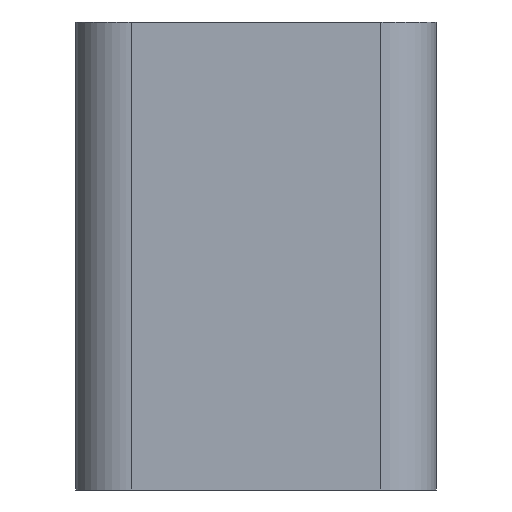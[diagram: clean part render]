
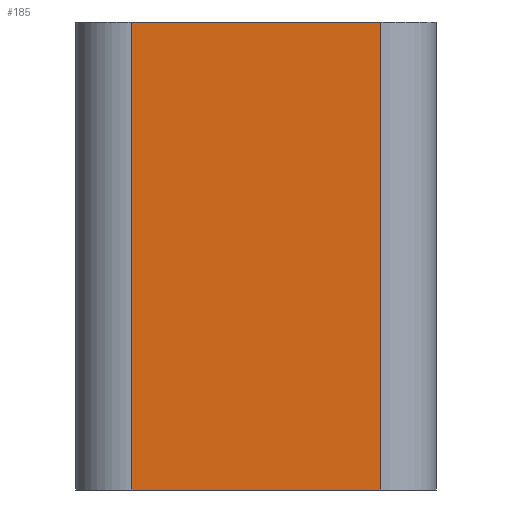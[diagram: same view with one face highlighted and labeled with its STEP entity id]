
A CAD part, front view. The second image highlights one B-rep face of the part: STEP entity #185.
In plain terms, the highlighted free-form (B-spline) face has degree [2, 1] with [3, 2] control points.
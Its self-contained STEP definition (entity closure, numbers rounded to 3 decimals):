
#185=ADVANCED_FACE('',(#232),#801,.T.);
#232=FACE_OUTER_BOUND('',#282,.T.);
#282=EDGE_LOOP('',(#393,#394,#395,#396));
#393=ORIENTED_EDGE('',*,*,#582,.T.);
#394=ORIENTED_EDGE('',*,*,#583,.T.);
#395=ORIENTED_EDGE('',*,*,#584,.F.);
#396=ORIENTED_EDGE('',*,*,#580,.F.);
#580=EDGE_CURVE('',#716,#717,#665,.T.);
#582=EDGE_CURVE('',#716,#718,#667,.T.);
#583=EDGE_CURVE('',#718,#719,#668,.T.);
#584=EDGE_CURVE('',#717,#719,#669,.T.);
#665=(
BOUNDED_CURVE()
B_SPLINE_CURVE(1,(#1403,#1404),.UNSPECIFIED.,.F.,.F.)
B_SPLINE_CURVE_WITH_KNOTS((2,2),(0.,428.4),.UNSPECIFIED.)
CURVE()
GEOMETRIC_REPRESENTATION_ITEM()
RATIONAL_B_SPLINE_CURVE((1.,1.))
REPRESENTATION_ITEM('')
);
#667=(
BOUNDED_CURVE()
B_SPLINE_CURVE(2,(#1410,#1411,#1412),.UNSPECIFIED.,.F.,.F.)
B_SPLINE_CURVE_WITH_KNOTS((3,3),(-585.377,-308.289),
 .UNSPECIFIED.)
CURVE()
GEOMETRIC_REPRESENTATION_ITEM()
RATIONAL_B_SPLINE_CURVE((1.,1.,1.))
REPRESENTATION_ITEM('')
);
#668=(
BOUNDED_CURVE()
B_SPLINE_CURVE(1,(#1413,#1414),.UNSPECIFIED.,.F.,.F.)
B_SPLINE_CURVE_WITH_KNOTS((2,2),(0.,428.4),.UNSPECIFIED.)
CURVE()
GEOMETRIC_REPRESENTATION_ITEM()
RATIONAL_B_SPLINE_CURVE((1.,1.))
REPRESENTATION_ITEM('')
);
#669=(
BOUNDED_CURVE()
B_SPLINE_CURVE(2,(#1415,#1416,#1417),.UNSPECIFIED.,.F.,.F.)
B_SPLINE_CURVE_WITH_KNOTS((3,3),(-585.377,-308.289),
 .UNSPECIFIED.)
CURVE()
GEOMETRIC_REPRESENTATION_ITEM()
RATIONAL_B_SPLINE_CURVE((1.,1.,1.))
REPRESENTATION_ITEM('')
);
#716=VERTEX_POINT('',#1308);
#717=VERTEX_POINT('',#1309);
#718=VERTEX_POINT('',#1310);
#719=VERTEX_POINT('',#1311);
#801=(
BOUNDED_SURFACE()
B_SPLINE_SURFACE(2,1,((#1226,#1227),(#1228,#1229),(#1230,#1231)),
 .UNSPECIFIED.,.F.,.F.,.F.)
B_SPLINE_SURFACE_WITH_KNOTS((3,3),(2,2),(-585.377,-308.289),
(0.,428.4),.UNSPECIFIED.)
GEOMETRIC_REPRESENTATION_ITEM()
RATIONAL_B_SPLINE_SURFACE(((1.,1.),(1.,1.),(1.,1.)))
REPRESENTATION_ITEM('')
SURFACE()
);
#1226=CARTESIAN_POINT('',(-114.3,-50.8,0.));
#1227=CARTESIAN_POINT('',(-114.3,-50.8,428.4));
#1228=CARTESIAN_POINT('',(0.,-50.8,0.));
#1229=CARTESIAN_POINT('',(0.,-50.8,428.4));
#1230=CARTESIAN_POINT('',(114.3,-50.8,0.));
#1231=CARTESIAN_POINT('',(114.3,-50.8,428.4));
#1308=CARTESIAN_POINT('',(-114.3,-50.8,0.));
#1309=CARTESIAN_POINT('',(-114.3,-50.8,428.4));
#1310=CARTESIAN_POINT('',(114.3,-50.8,0.));
#1311=CARTESIAN_POINT('',(114.3,-50.8,428.4));
#1403=CARTESIAN_POINT('',(-114.3,-50.8,0.));
#1404=CARTESIAN_POINT('',(-114.3,-50.8,428.4));
#1410=CARTESIAN_POINT('',(-114.3,-50.8,0.));
#1411=CARTESIAN_POINT('',(0.,-50.8,0.));
#1412=CARTESIAN_POINT('',(114.3,-50.8,0.));
#1413=CARTESIAN_POINT('',(114.3,-50.8,0.));
#1414=CARTESIAN_POINT('',(114.3,-50.8,428.4));
#1415=CARTESIAN_POINT('',(-114.3,-50.8,428.4));
#1416=CARTESIAN_POINT('',(0.,-50.8,428.4));
#1417=CARTESIAN_POINT('',(114.3,-50.8,428.4));
